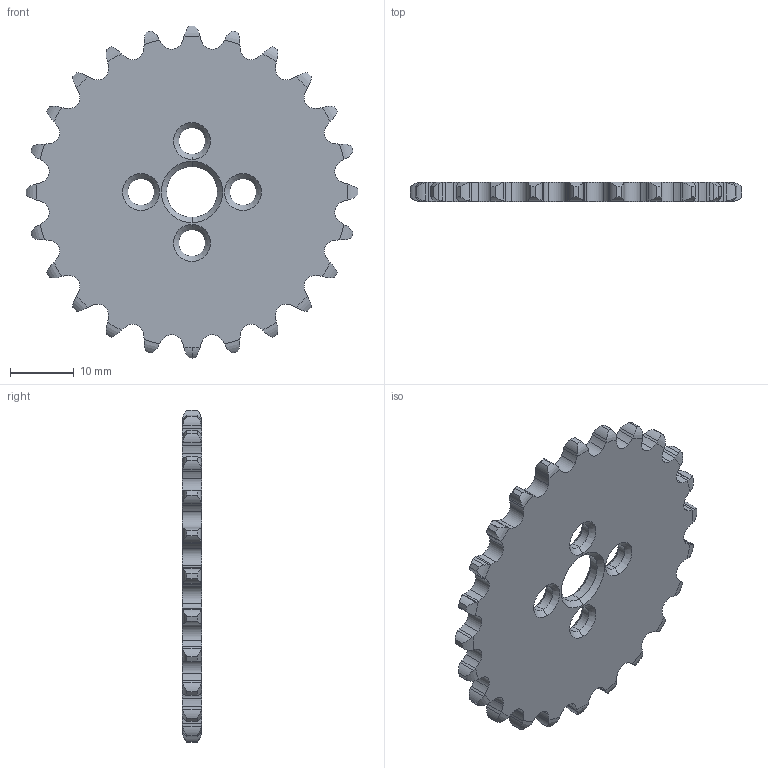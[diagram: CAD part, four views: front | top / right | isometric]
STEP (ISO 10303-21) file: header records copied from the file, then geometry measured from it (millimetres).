
FILE_DESCRIPTION (( 'STEP AP214' ), '1' );
FILE_NAME ('A025024.STEP', '2025-09-11T13:14:15', ( '' ), ( '' ), 'SwSTEP 2.0', 'SolidWorks 2025', '' );
FILE_SCHEMA (( 'AUTOMOTIVE_DESIGN' ));
Length unit declared in the file: millimetre
Products named in the file (1): A025024
Bounding box: 52.12 x 3 x 52.12 mm (x, y, z)
Volume: 5086.5 mm3; surface area: 4285.5 mm2
Topology: 1 solids, 1 shells, 289 faces, 839 edges, 552 vertices
Faces by surface type: cylinder 169, torus 50, plane 50, cone 20
Entity records: 13393 total; most frequent: CARTESIAN_POINT 2853, ORIENTED_EDGE 1678, DIRECTION 1421, EDGE_CURVE 839, AXIS2_PLACEMENT_3D 592, VERTEX_POINT 552, CIRCLE 302, B_SPLINE_CURVE_WITH_KNOTS 300
